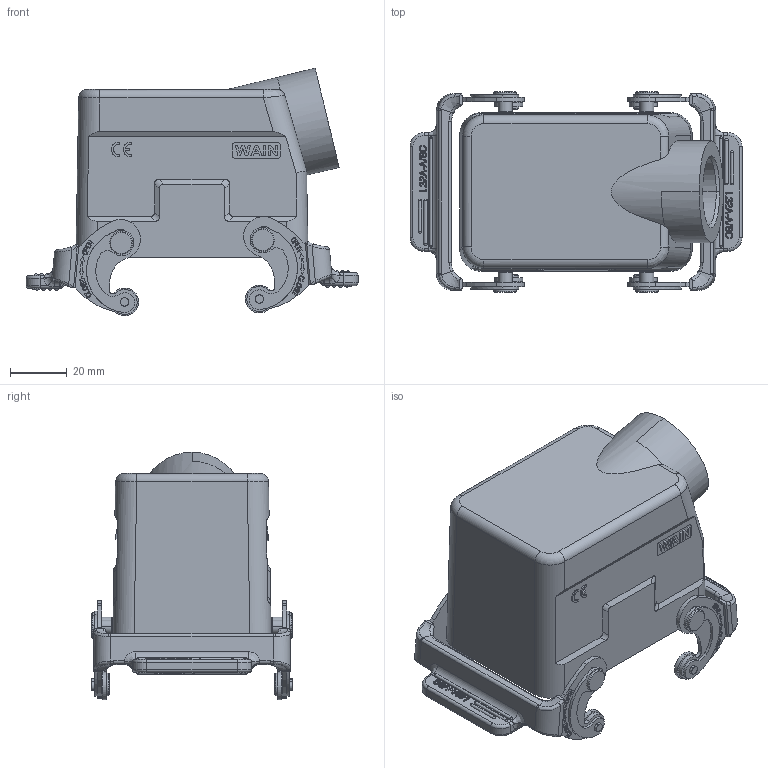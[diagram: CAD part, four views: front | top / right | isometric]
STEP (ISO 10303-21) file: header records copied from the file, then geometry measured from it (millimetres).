
FILE_DESCRIPTION(/* description */ (''),/* implementation_level */ '2;1');
FILE_NAME(/* name */ '3D_1101325411001-W32A-SE-2L_SC-M25_V1.1.stp',/* time_stamp */ '2024-01-04T19:19:31+08:00',/* author */ (''),/* organization */ (''),/* preprocessor_version */ 'ST-DEVELOPER v18.1',/* originating_system */ 'SIEMENS PLM Software NX 1980',/* authorisation */ '');
FILE_SCHEMA (('AUTOMOTIVE_DESIGN { 1 0 10303 214 3 1 1 1 }'));
Products named in the file (1): 3D_1101325411001-W32A-SE-2L_SC-M25_V1.0_stp
Bounding box: 117.23 x 70.8 x 87.4 mm (x, y, z)
Volume: 91169.7 mm3; surface area: 54470.4 mm2
Topology: 1 solids, 2 shells, 1567 faces, 4099 edges, 2666 vertices
Faces by surface type: plane 768, cylinder 557, extrusion 70, bspline 65, cone 42, torus 35, sphere 30
Entity records: 63437 total; most frequent: CARTESIAN_POINT 19085, ORIENTED_EDGE 8116, DIRECTION 6395, EDGE_CURVE 4058, VERTEX_POINT 2661, AXIS2_PLACEMENT_3D 2133, VECTOR 2129, LINE 2059
